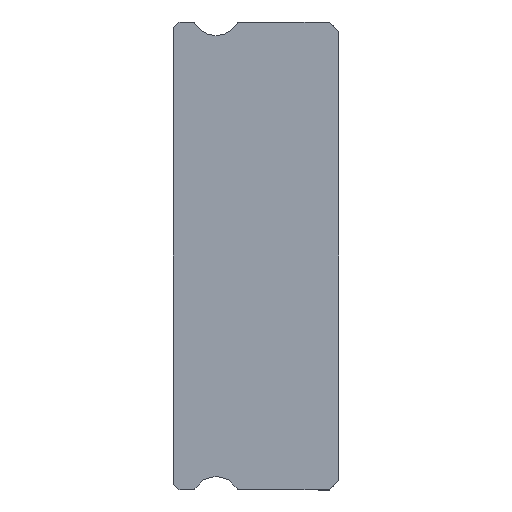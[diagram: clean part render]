
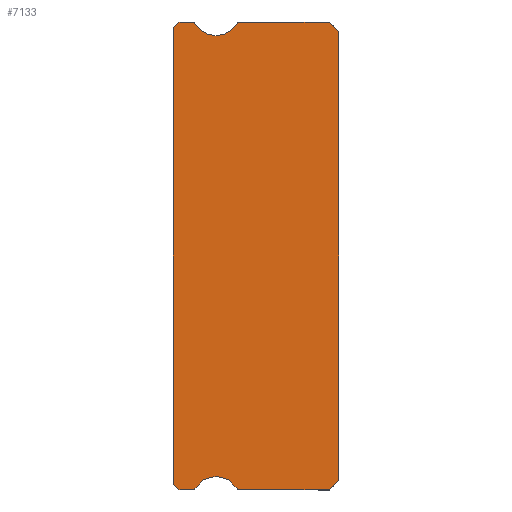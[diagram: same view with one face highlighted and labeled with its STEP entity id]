
A CAD part, left-side view. The second image highlights one B-rep face of the part: STEP entity #7133.
In plain terms, the highlighted planar face has unit normal (-1, 0, 0).
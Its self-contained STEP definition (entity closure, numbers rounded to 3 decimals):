
#6 = VERTEX_POINT ( 'NONE', #5604 ) ;
#107 = DIRECTION ( 'NONE',  ( 0., -0.707, -0.707 ) ) ;
#111 = VERTEX_POINT ( 'NONE', #1770 ) ;
#157 = CARTESIAN_POINT ( 'NONE',  ( -15., 6.3, -12.55 ) ) ;
#168 = CARTESIAN_POINT ( 'NONE',  ( -15., 7.512, -12. ) ) ;
#185 = CARTESIAN_POINT ( 'NONE',  ( -15., 5.217, 11.925 ) ) ;
#256 = VECTOR ( 'NONE', #107, 1000. ) ;
#324 = LINE ( 'NONE', #4406, #6153 ) ;
#327 = ORIENTED_EDGE ( 'NONE', *, *, #5441, .T. ) ;
#329 = DIRECTION ( 'NONE',  ( -1., 0., 0. ) ) ;
#380 = VECTOR ( 'NONE', #2552, 1000. ) ;
#383 = ORIENTED_EDGE ( 'NONE', *, *, #1435, .F. ) ;
#438 = DIRECTION ( 'NONE',  ( 0., 0., -1. ) ) ;
#478 = CIRCLE ( 'NONE', #6223, 0.15 ) ;
#524 = AXIS2_PLACEMENT_3D ( 'NONE', #8135, #1966, #8220 ) ;
#540 = CARTESIAN_POINT ( 'NONE',  ( -15., 0., -11.5 ) ) ;
#613 = EDGE_CURVE ( 'NONE', #6, #1671, #2939, .T. ) ;
#710 = VERTEX_POINT ( 'NONE', #5358 ) ;
#734 = VERTEX_POINT ( 'NONE', #4903 ) ;
#771 = DIRECTION ( 'NONE',  ( 0., 0., -1. ) ) ;
#787 = DIRECTION ( 'NONE',  ( 0., 0., -1. ) ) ;
#822 = CARTESIAN_POINT ( 'NONE',  ( -15., 7.512, 11.85 ) ) ;
#837 = DIRECTION ( 'NONE',  ( 1., 0., 0. ) ) ;
#856 = CARTESIAN_POINT ( 'NONE',  ( -15., 7.512, -12. ) ) ;
#1007 = VERTEX_POINT ( 'NONE', #3685 ) ;
#1014 = ORIENTED_EDGE ( 'NONE', *, *, #1506, .F. ) ;
#1026 = CIRCLE ( 'NONE', #3163, 1.25 ) ;
#1063 = ORIENTED_EDGE ( 'NONE', *, *, #3080, .T. ) ;
#1114 = EDGE_CURVE ( 'NONE', #7341, #3152, #6667, .T. ) ;
#1144 = CARTESIAN_POINT ( 'NONE',  ( -15., 7.512, -11.85 ) ) ;
#1269 = ORIENTED_EDGE ( 'NONE', *, *, #2134, .F. ) ;
#1280 = DIRECTION ( 'NONE',  ( 0., 1., 0. ) ) ;
#1435 = EDGE_CURVE ( 'NONE', #8495, #7512, #6271, .T. ) ;
#1506 = EDGE_CURVE ( 'NONE', #6311, #111, #6246, .T. ) ;
#1531 = ORIENTED_EDGE ( 'NONE', *, *, #3356, .T. ) ;
#1618 = DIRECTION ( 'NONE',  ( 1., 0., 0. ) ) ;
#1625 = DIRECTION ( 'NONE',  ( 0., -0.707, -0.707 ) ) ;
#1671 = VERTEX_POINT ( 'NONE', #856 ) ;
#1769 = EDGE_CURVE ( 'NONE', #111, #7708, #6100, .T. ) ;
#1770 = CARTESIAN_POINT ( 'NONE',  ( -15., 6.3, 11.3 ) ) ;
#1774 = ORIENTED_EDGE ( 'NONE', *, *, #4279, .F. ) ;
#1826 = DIRECTION ( 'NONE',  ( 0., 0., -1. ) ) ;
#1966 = DIRECTION ( 'NONE',  ( -1., 0., 0. ) ) ;
#2120 = DIRECTION ( 'NONE',  ( 0., -1., 0. ) ) ;
#2134 = EDGE_CURVE ( 'NONE', #7512, #6, #1026, .T. ) ;
#2145 = ORIENTED_EDGE ( 'NONE', *, *, #5341, .F. ) ;
#2362 = AXIS2_PLACEMENT_3D ( 'NONE', #3806, #2450, #1826 ) ;
#2393 = ORIENTED_EDGE ( 'NONE', *, *, #1769, .F. ) ;
#2401 = CARTESIAN_POINT ( 'NONE',  ( -15., 5.088, 12. ) ) ;
#2427 = LINE ( 'NONE', #7972, #3324 ) ;
#2450 = DIRECTION ( 'NONE',  ( 1., 0., 0. ) ) ;
#2517 = ORIENTED_EDGE ( 'NONE', *, *, #6413, .F. ) ;
#2552 = DIRECTION ( 'NONE',  ( 0., 0., 1. ) ) ;
#2752 = FACE_OUTER_BOUND ( 'NONE', #6876, .T. ) ;
#2830 = DIRECTION ( 'NONE',  ( 1., 0., 0. ) ) ;
#2924 = DIRECTION ( 'NONE',  ( 0., 0., -1. ) ) ;
#2939 = CIRCLE ( 'NONE', #8422, 0.15 ) ;
#3002 = ORIENTED_EDGE ( 'NONE', *, *, #5673, .F. ) ;
#3080 = EDGE_CURVE ( 'NONE', #4480, #1671, #2427, .T. ) ;
#3152 = VERTEX_POINT ( 'NONE', #6630 ) ;
#3163 = AXIS2_PLACEMENT_3D ( 'NONE', #157, #329, #2924 ) ;
#3201 = DIRECTION ( 'NONE',  ( 0., 1., 0. ) ) ;
#3222 = AXIS2_PLACEMENT_3D ( 'NONE', #8043, #7197, #438 ) ;
#3324 = VECTOR ( 'NONE', #8060, 1000. ) ;
#3356 = EDGE_CURVE ( 'NONE', #7341, #8515, #4259, .T. ) ;
#3447 = CARTESIAN_POINT ( 'NONE',  ( -15., 0.5, 12. ) ) ;
#3468 = CARTESIAN_POINT ( 'NONE',  ( -15., 0., 11.5 ) ) ;
#3505 = EDGE_CURVE ( 'NONE', #7708, #8291, #478, .T. ) ;
#3520 = VECTOR ( 'NONE', #6753, 1000. ) ;
#3595 = LINE ( 'NONE', #6402, #7310 ) ;
#3685 = CARTESIAN_POINT ( 'NONE',  ( -15., 8.5, 11.7 ) ) ;
#3723 = CARTESIAN_POINT ( 'NONE',  ( -15., 5.088, 11.85 ) ) ;
#3806 = CARTESIAN_POINT ( 'NONE',  ( -15., 5.088, -11.85 ) ) ;
#3875 = DIRECTION ( 'NONE',  ( 0., 0., -1. ) ) ;
#3882 = ORIENTED_EDGE ( 'NONE', *, *, #613, .F. ) ;
#4050 = CARTESIAN_POINT ( 'NONE',  ( -15., 5.088, -12. ) ) ;
#4183 = CARTESIAN_POINT ( 'NONE',  ( -15., 8.2, 12. ) ) ;
#4259 = LINE ( 'NONE', #8373, #7803 ) ;
#4262 = LINE ( 'NONE', #3447, #256 ) ;
#4279 = EDGE_CURVE ( 'NONE', #3152, #8495, #5746, .T. ) ;
#4315 = ORIENTED_EDGE ( 'NONE', *, *, #3505, .F. ) ;
#4351 = DIRECTION ( 'NONE',  ( 0., 0., -1. ) ) ;
#4406 = CARTESIAN_POINT ( 'NONE',  ( -15., 8.5, 11.7 ) ) ;
#4480 = VERTEX_POINT ( 'NONE', #6735 ) ;
#4819 = VERTEX_POINT ( 'NONE', #5300 ) ;
#4840 = VERTEX_POINT ( 'NONE', #4183 ) ;
#4903 = CARTESIAN_POINT ( 'NONE',  ( -15., 7.512, 12. ) ) ;
#4907 = CARTESIAN_POINT ( 'NONE',  ( -15., 7.512, 12. ) ) ;
#4988 = ORIENTED_EDGE ( 'NONE', *, *, #6986, .T. ) ;
#5110 = ORIENTED_EDGE ( 'NONE', *, *, #5558, .T. ) ;
#5262 = CARTESIAN_POINT ( 'NONE',  ( -15., 8.5, 11.85 ) ) ;
#5283 = LINE ( 'NONE', #6738, #8018 ) ;
#5300 = CARTESIAN_POINT ( 'NONE',  ( -15., 8.5, -11.7 ) ) ;
#5311 = DIRECTION ( 'NONE',  ( 1., 0., 0. ) ) ;
#5341 = EDGE_CURVE ( 'NONE', #8291, #710, #5634, .T. ) ;
#5358 = CARTESIAN_POINT ( 'NONE',  ( -15., 0.5, 12. ) ) ;
#5441 = EDGE_CURVE ( 'NONE', #4819, #4480, #3595, .T. ) ;
#5558 = EDGE_CURVE ( 'NONE', #4840, #1007, #324, .T. ) ;
#5604 = CARTESIAN_POINT ( 'NONE',  ( -15., 7.383, -11.925 ) ) ;
#5634 = LINE ( 'NONE', #4907, #8604 ) ;
#5673 = EDGE_CURVE ( 'NONE', #4819, #1007, #6625, .T. ) ;
#5746 = LINE ( 'NONE', #168, #8839 ) ;
#6100 = CIRCLE ( 'NONE', #3222, 1.25 ) ;
#6153 = VECTOR ( 'NONE', #7171, 1000. ) ;
#6223 = AXIS2_PLACEMENT_3D ( 'NONE', #3723, #1618, #4351 ) ;
#6246 = CIRCLE ( 'NONE', #524, 1.25 ) ;
#6271 = CIRCLE ( 'NONE', #2362, 0.15 ) ;
#6311 = VERTEX_POINT ( 'NONE', #8104 ) ;
#6402 = CARTESIAN_POINT ( 'NONE',  ( -15., 8.2, -12. ) ) ;
#6413 = EDGE_CURVE ( 'NONE', #734, #6311, #8142, .T. ) ;
#6491 = EDGE_CURVE ( 'NONE', #710, #8515, #4262, .T. ) ;
#6545 = CARTESIAN_POINT ( 'NONE',  ( -15., 0., -11.5 ) ) ;
#6625 = LINE ( 'NONE', #5262, #380 ) ;
#6630 = CARTESIAN_POINT ( 'NONE',  ( -15., 0.5, -12. ) ) ;
#6667 = LINE ( 'NONE', #540, #3520 ) ;
#6735 = CARTESIAN_POINT ( 'NONE',  ( -15., 8.2, -12. ) ) ;
#6738 = CARTESIAN_POINT ( 'NONE',  ( -15., 8.2, 12. ) ) ;
#6753 = DIRECTION ( 'NONE',  ( 0., 0.707, -0.707 ) ) ;
#6876 = EDGE_LOOP ( 'NONE', ( #3002, #327, #1063, #3882, #1269, #383, #1774, #7256, #1531, #7913, #2145, #4315, #2393, #1014, #2517, #4988, #5110 ) ) ;
#6986 = EDGE_CURVE ( 'NONE', #734, #4840, #5283, .T. ) ;
#7133 = ADVANCED_FACE ( 'NONE', ( #2752 ), #8897, .F. ) ;
#7171 = DIRECTION ( 'NONE',  ( 0., 0.707, -0.707 ) ) ;
#7191 = AXIS2_PLACEMENT_3D ( 'NONE', #7622, #837, #787 ) ;
#7197 = DIRECTION ( 'NONE',  ( -1., 0., 0. ) ) ;
#7256 = ORIENTED_EDGE ( 'NONE', *, *, #1114, .F. ) ;
#7310 = VECTOR ( 'NONE', #1625, 1000. ) ;
#7341 = VERTEX_POINT ( 'NONE', #6545 ) ;
#7512 = VERTEX_POINT ( 'NONE', #8794 ) ;
#7622 = CARTESIAN_POINT ( 'NONE',  ( -15., 7.512, 11.85 ) ) ;
#7708 = VERTEX_POINT ( 'NONE', #185 ) ;
#7786 = DIRECTION ( 'NONE',  ( 0., 0., 1. ) ) ;
#7803 = VECTOR ( 'NONE', #7786, 1000. ) ;
#7913 = ORIENTED_EDGE ( 'NONE', *, *, #6491, .F. ) ;
#7972 = CARTESIAN_POINT ( 'NONE',  ( -15., 7.512, -12. ) ) ;
#8018 = VECTOR ( 'NONE', #1280, 1000. ) ;
#8043 = CARTESIAN_POINT ( 'NONE',  ( -15., 6.3, 12.55 ) ) ;
#8060 = DIRECTION ( 'NONE',  ( 0., -1., 0. ) ) ;
#8104 = CARTESIAN_POINT ( 'NONE',  ( -15., 7.383, 11.925 ) ) ;
#8135 = CARTESIAN_POINT ( 'NONE',  ( -15., 6.3, 12.55 ) ) ;
#8142 = CIRCLE ( 'NONE', #8586, 0.15 ) ;
#8220 = DIRECTION ( 'NONE',  ( 0., 0., -1. ) ) ;
#8291 = VERTEX_POINT ( 'NONE', #2401 ) ;
#8373 = CARTESIAN_POINT ( 'NONE',  ( -15., 0., 11.5 ) ) ;
#8422 = AXIS2_PLACEMENT_3D ( 'NONE', #1144, #5311, #3875 ) ;
#8495 = VERTEX_POINT ( 'NONE', #4050 ) ;
#8515 = VERTEX_POINT ( 'NONE', #3468 ) ;
#8586 = AXIS2_PLACEMENT_3D ( 'NONE', #822, #2830, #771 ) ;
#8604 = VECTOR ( 'NONE', #2120, 1000. ) ;
#8794 = CARTESIAN_POINT ( 'NONE',  ( -15., 5.217, -11.925 ) ) ;
#8839 = VECTOR ( 'NONE', #3201, 1000. ) ;
#8897 = PLANE ( 'NONE',  #7191 ) ;
